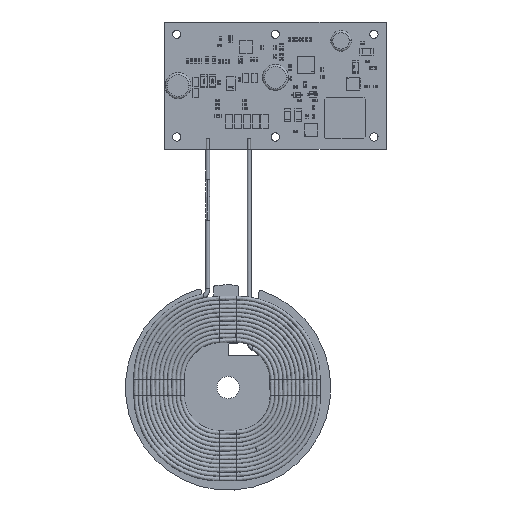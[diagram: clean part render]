
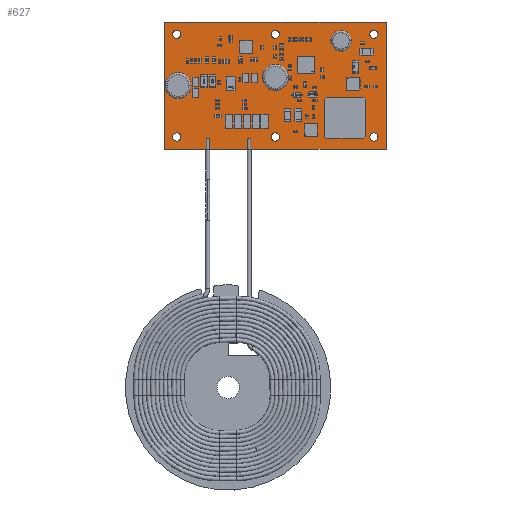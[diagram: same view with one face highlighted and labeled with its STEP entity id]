
A CAD part, top view. The second image highlights one B-rep face of the part: STEP entity #627.
In plain terms, the highlighted planar face has unit normal (0, 0, 1).
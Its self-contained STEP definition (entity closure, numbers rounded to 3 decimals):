
#152=DIRECTION('',(1.,0.,0.));
#153=VECTOR('',#152,54.);
#154=CARTESIAN_POINT('',(6.756,15.443,0.483));
#155=LINE('',#154,#153);
#159=DIRECTION('',(0.,-1.,0.));
#160=VECTOR('',#159,31.);
#161=CARTESIAN_POINT('',(6.756,46.443,0.483));
#162=LINE('',#161,#160);
#166=DIRECTION('',(-1.,0.,0.));
#167=VECTOR('',#166,54.);
#168=CARTESIAN_POINT('',(60.756,46.443,0.483));
#169=LINE('',#168,#167);
#173=DIRECTION('',(0.,1.,0.));
#174=VECTOR('',#173,31.);
#175=CARTESIAN_POINT('',(60.756,15.443,0.483));
#176=LINE('',#175,#174);
#180=CARTESIAN_POINT('',(33.756,18.443,0.483));
#181=DIRECTION('',(0.,0.,1.));
#182=DIRECTION('',(1.,0.,0.));
#183=AXIS2_PLACEMENT_3D('',#180,#181,#182);
#188=CARTESIAN_POINT('',(33.756,18.443,0.483));
#189=DIRECTION('',(0.,0.,1.));
#190=DIRECTION('',(-1.,0.,0.));
#191=AXIS2_PLACEMENT_3D('',#188,#189,#190);
#196=CARTESIAN_POINT('',(9.756,43.443,0.483));
#197=DIRECTION('',(0.,0.,1.));
#198=DIRECTION('',(1.,0.,0.));
#199=AXIS2_PLACEMENT_3D('',#196,#197,#198);
#204=CARTESIAN_POINT('',(9.756,43.443,0.483));
#205=DIRECTION('',(0.,0.,1.));
#206=DIRECTION('',(-1.,0.,0.));
#207=AXIS2_PLACEMENT_3D('',#204,#205,#206);
#212=CARTESIAN_POINT('',(9.756,18.443,0.483));
#213=DIRECTION('',(0.,0.,1.));
#214=DIRECTION('',(1.,0.,0.));
#215=AXIS2_PLACEMENT_3D('',#212,#213,#214);
#220=CARTESIAN_POINT('',(9.756,18.443,0.483));
#221=DIRECTION('',(0.,0.,1.));
#222=DIRECTION('',(-1.,0.,0.));
#223=AXIS2_PLACEMENT_3D('',#220,#221,#222);
#228=CARTESIAN_POINT('',(57.756,18.443,0.483));
#229=DIRECTION('',(0.,0.,1.));
#230=DIRECTION('',(1.,0.,0.));
#231=AXIS2_PLACEMENT_3D('',#228,#229,#230);
#236=CARTESIAN_POINT('',(57.756,18.443,0.483));
#237=DIRECTION('',(0.,0.,1.));
#238=DIRECTION('',(-1.,0.,0.));
#239=AXIS2_PLACEMENT_3D('',#236,#237,#238);
#244=CARTESIAN_POINT('',(33.756,43.443,0.483));
#245=DIRECTION('',(0.,0.,1.));
#246=DIRECTION('',(1.,0.,0.));
#247=AXIS2_PLACEMENT_3D('',#244,#245,#246);
#252=CARTESIAN_POINT('',(33.756,43.443,0.483));
#253=DIRECTION('',(0.,0.,1.));
#254=DIRECTION('',(-1.,0.,0.));
#255=AXIS2_PLACEMENT_3D('',#252,#253,#254);
#260=CARTESIAN_POINT('',(57.756,43.443,0.483));
#261=DIRECTION('',(0.,0.,1.));
#262=DIRECTION('',(1.,0.,0.));
#263=AXIS2_PLACEMENT_3D('',#260,#261,#262);
#268=CARTESIAN_POINT('',(57.756,43.443,0.483));
#269=DIRECTION('',(0.,0.,1.));
#270=DIRECTION('',(-1.,0.,0.));
#271=AXIS2_PLACEMENT_3D('',#268,#269,#270);
#456=CARTESIAN_POINT('',(6.756,15.443,0.483));
#457=CARTESIAN_POINT('',(60.756,15.443,0.483));
#458=VERTEX_POINT('',#456);
#459=VERTEX_POINT('',#457);
#460=CARTESIAN_POINT('',(60.756,46.443,0.483));
#461=VERTEX_POINT('',#460);
#462=CARTESIAN_POINT('',(6.756,46.443,0.483));
#463=VERTEX_POINT('',#462);
#464=CARTESIAN_POINT('',(34.756,18.443,0.483));
#465=CARTESIAN_POINT('',(32.756,18.443,0.483));
#466=VERTEX_POINT('',#464);
#467=VERTEX_POINT('',#465);
#468=CARTESIAN_POINT('',(10.756,43.443,0.483));
#469=CARTESIAN_POINT('',(8.756,43.443,0.483));
#470=VERTEX_POINT('',#468);
#471=VERTEX_POINT('',#469);
#472=CARTESIAN_POINT('',(10.756,18.443,0.483));
#473=CARTESIAN_POINT('',(8.756,18.443,0.483));
#474=VERTEX_POINT('',#472);
#475=VERTEX_POINT('',#473);
#476=CARTESIAN_POINT('',(58.756,18.443,0.483));
#477=CARTESIAN_POINT('',(56.756,18.443,0.483));
#478=VERTEX_POINT('',#476);
#479=VERTEX_POINT('',#477);
#480=CARTESIAN_POINT('',(34.756,43.443,0.483));
#481=CARTESIAN_POINT('',(32.756,43.443,0.483));
#482=VERTEX_POINT('',#480);
#483=VERTEX_POINT('',#481);
#484=CARTESIAN_POINT('',(58.756,43.443,0.483));
#485=CARTESIAN_POINT('',(56.756,43.443,0.483));
#486=VERTEX_POINT('',#484);
#487=VERTEX_POINT('',#485);
#580=CARTESIAN_POINT('',(6.756,15.443,0.483));
#581=DIRECTION('',(0.,0.,-1.));
#582=DIRECTION('',(-1.,0.,0.));
#583=AXIS2_PLACEMENT_3D('',#580,#581,#582);
#584=PLANE('',#583);
#585=ORIENTED_EDGE('',*,*,#527,.F.);
#586=ORIENTED_EDGE('',*,*,#543,.F.);
#587=ORIENTED_EDGE('',*,*,#558,.F.);
#588=ORIENTED_EDGE('',*,*,#572,.F.);
#589=EDGE_LOOP('',(#585,#586,#587,#588));
#590=FACE_OUTER_BOUND('',#589,.F.);
#592=ORIENTED_EDGE('',*,*,#591,.T.);
#594=ORIENTED_EDGE('',*,*,#593,.T.);
#595=EDGE_LOOP('',(#592,#594));
#596=FACE_BOUND('',#595,.F.);
#598=ORIENTED_EDGE('',*,*,#597,.T.);
#600=ORIENTED_EDGE('',*,*,#599,.T.);
#601=EDGE_LOOP('',(#598,#600));
#602=FACE_BOUND('',#601,.F.);
#604=ORIENTED_EDGE('',*,*,#603,.T.);
#606=ORIENTED_EDGE('',*,*,#605,.T.);
#607=EDGE_LOOP('',(#604,#606));
#608=FACE_BOUND('',#607,.F.);
#610=ORIENTED_EDGE('',*,*,#609,.T.);
#612=ORIENTED_EDGE('',*,*,#611,.T.);
#613=EDGE_LOOP('',(#610,#612));
#614=FACE_BOUND('',#613,.F.);
#616=ORIENTED_EDGE('',*,*,#615,.T.);
#618=ORIENTED_EDGE('',*,*,#617,.T.);
#619=EDGE_LOOP('',(#616,#618));
#620=FACE_BOUND('',#619,.F.);
#622=ORIENTED_EDGE('',*,*,#621,.T.);
#624=ORIENTED_EDGE('',*,*,#623,.T.);
#625=EDGE_LOOP('',(#622,#624));
#626=FACE_BOUND('',#625,.F.);
#627=ADVANCED_FACE('',(#590,#596,#602,#608,#614,#620,#626),#584,.F.);
#184=CIRCLE('',#183,1.);
#192=CIRCLE('',#191,1.);
#200=CIRCLE('',#199,1.);
#208=CIRCLE('',#207,1.);
#216=CIRCLE('',#215,1.);
#224=CIRCLE('',#223,1.);
#232=CIRCLE('',#231,1.);
#240=CIRCLE('',#239,1.);
#248=CIRCLE('',#247,1.);
#256=CIRCLE('',#255,1.);
#264=CIRCLE('',#263,1.);
#272=CIRCLE('',#271,1.);
#527=EDGE_CURVE('',#458,#459,#155,.T.);
#543=EDGE_CURVE('',#463,#458,#162,.T.);
#558=EDGE_CURVE('',#461,#463,#169,.T.);
#572=EDGE_CURVE('',#459,#461,#176,.T.);
#591=EDGE_CURVE('',#466,#467,#184,.T.);
#593=EDGE_CURVE('',#467,#466,#192,.T.);
#597=EDGE_CURVE('',#470,#471,#200,.T.);
#599=EDGE_CURVE('',#471,#470,#208,.T.);
#603=EDGE_CURVE('',#474,#475,#216,.T.);
#605=EDGE_CURVE('',#475,#474,#224,.T.);
#609=EDGE_CURVE('',#478,#479,#232,.T.);
#611=EDGE_CURVE('',#479,#478,#240,.T.);
#615=EDGE_CURVE('',#482,#483,#248,.T.);
#617=EDGE_CURVE('',#483,#482,#256,.T.);
#621=EDGE_CURVE('',#486,#487,#264,.T.);
#623=EDGE_CURVE('',#487,#486,#272,.T.);
